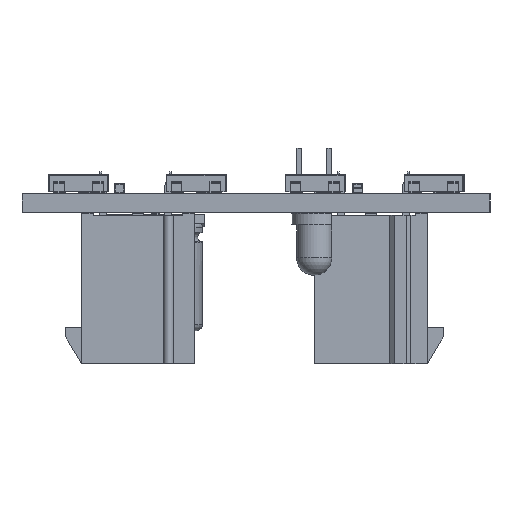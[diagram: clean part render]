
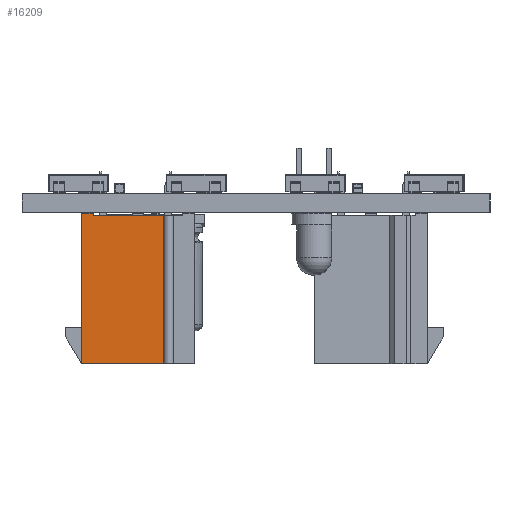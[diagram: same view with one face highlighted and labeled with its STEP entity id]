
A CAD part, left-side view. The second image highlights one B-rep face of the part: STEP entity #16209.
In plain terms, the highlighted face is planar.
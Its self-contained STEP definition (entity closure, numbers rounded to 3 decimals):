
#13526 = PLANE('',#13527);
#13527 = AXIS2_PLACEMENT_3D('',#13528,#13529,#13530);
#13528 = CARTESIAN_POINT('',(-4.8,0.,-4.8));
#13529 = DIRECTION('',(0.,0.,-1.));
#13530 = DIRECTION('',(0.,-1.,0.));
#13622 = PLANE('',#13623);
#13623 = AXIS2_PLACEMENT_3D('',#13624,#13625,#13626);
#13624 = CARTESIAN_POINT('',(-4.8,12.8,-4.8));
#13625 = DIRECTION('',(0.,1.,0.));
#13626 = DIRECTION('',(1.,0.,-0.));
#13719 = VERTEX_POINT('',#13720);
#13720 = CARTESIAN_POINT('',(4.8,12.8,-4.8));
#13741 = EDGE_CURVE('',#13742,#13719,#13744,.T.);
#13742 = VERTEX_POINT('',#13743);
#13743 = CARTESIAN_POINT('',(4.8,0.,-4.8));
#13744 = SURFACE_CURVE('',#13745,(#13749,#13756),.PCURVE_S1.);
#13745 = LINE('',#13746,#13747);
#13746 = CARTESIAN_POINT('',(4.8,0.,-4.8));
#13747 = VECTOR('',#13748,1.);
#13748 = DIRECTION('',(0.,1.,0.));
#13749 = PCURVE('',#13526,#13750);
#13750 = DEFINITIONAL_REPRESENTATION('',(#13751),#13755);
#13751 = LINE('',#13752,#13753);
#13752 = CARTESIAN_POINT('',(0.,-9.6));
#13753 = VECTOR('',#13754,1.);
#13754 = DIRECTION('',(-1.,-0.));
#13755 = ( GEOMETRIC_REPRESENTATION_CONTEXT(2) 
PARAMETRIC_REPRESENTATION_CONTEXT() REPRESENTATION_CONTEXT('2D SPACE',''
  ) );
#13756 = PCURVE('',#13757,#13762);
#13757 = PLANE('',#13758);
#13758 = AXIS2_PLACEMENT_3D('',#13759,#13760,#13761);
#13759 = CARTESIAN_POINT('',(4.8,0.,0.));
#13760 = DIRECTION('',(1.,0.,0.));
#13761 = DIRECTION('',(0.,1.,-0.));
#13762 = DEFINITIONAL_REPRESENTATION('',(#13763),#13767);
#13763 = LINE('',#13764,#13765);
#13764 = CARTESIAN_POINT('',(0.,-4.8));
#13765 = VECTOR('',#13766,1.);
#13766 = DIRECTION('',(1.,0.));
#13767 = ( GEOMETRIC_REPRESENTATION_CONTEXT(2) 
PARAMETRIC_REPRESENTATION_CONTEXT() REPRESENTATION_CONTEXT('2D SPACE',''
  ) );
#13785 = PLANE('',#13786);
#13786 = AXIS2_PLACEMENT_3D('',#13787,#13788,#13789);
#13787 = CARTESIAN_POINT('',(-4.8,0.,4.8));
#13788 = DIRECTION('',(0.,-1.,0.));
#13789 = DIRECTION('',(0.,0.,-1.));
#14005 = PLANE('',#14006);
#14006 = AXIS2_PLACEMENT_3D('',#14007,#14008,#14009);
#14007 = CARTESIAN_POINT('',(0.8,0.,-3.8));
#14008 = DIRECTION('',(0.,0.,-1.));
#14009 = DIRECTION('',(0.,-1.,0.));
#15768 = PLANE('',#15769);
#15769 = AXIS2_PLACEMENT_3D('',#15770,#15771,#15772);
#15770 = CARTESIAN_POINT('',(-4.8,0.2,0.));
#15771 = DIRECTION('',(0.,-1.,0.));
#15772 = DIRECTION('',(0.,0.,-1.));
#16209 = ADVANCED_FACE('',(#16210),#13757,.T.);
#16210 = FACE_BOUND('',#16211,.T.);
#16211 = EDGE_LOOP('',(#16212,#16237,#16260,#16281,#16282,#16305));
#16212 = ORIENTED_EDGE('',*,*,#16213,.F.);
#16213 = EDGE_CURVE('',#16214,#16216,#16218,.T.);
#16214 = VERTEX_POINT('',#16215);
#16215 = CARTESIAN_POINT('',(4.8,0.2,-3.8));
#16216 = VERTEX_POINT('',#16217);
#16217 = CARTESIAN_POINT('',(4.8,0.2,2.2));
#16218 = SURFACE_CURVE('',#16219,(#16223,#16230),.PCURVE_S1.);
#16219 = LINE('',#16220,#16221);
#16220 = CARTESIAN_POINT('',(4.8,0.2,-3.8)
  );
#16221 = VECTOR('',#16222,1.);
#16222 = DIRECTION('',(0.,0.,1.));
#16223 = PCURVE('',#13757,#16224);
#16224 = DEFINITIONAL_REPRESENTATION('',(#16225),#16229);
#16225 = LINE('',#16226,#16227);
#16226 = CARTESIAN_POINT('',(0.2,-3.8));
#16227 = VECTOR('',#16228,1.);
#16228 = DIRECTION('',(0.,1.));
#16229 = ( GEOMETRIC_REPRESENTATION_CONTEXT(2) 
PARAMETRIC_REPRESENTATION_CONTEXT() REPRESENTATION_CONTEXT('2D SPACE',''
  ) );
#16230 = PCURVE('',#15768,#16231);
#16231 = DEFINITIONAL_REPRESENTATION('',(#16232),#16236);
#16232 = LINE('',#16233,#16234);
#16233 = CARTESIAN_POINT('',(3.8,9.6));
#16234 = VECTOR('',#16235,1.);
#16235 = DIRECTION('',(-1.,0.));
#16236 = ( GEOMETRIC_REPRESENTATION_CONTEXT(2) 
PARAMETRIC_REPRESENTATION_CONTEXT() REPRESENTATION_CONTEXT('2D SPACE',''
  ) );
#16237 = ORIENTED_EDGE('',*,*,#16238,.F.);
#16238 = EDGE_CURVE('',#16239,#16214,#16241,.T.);
#16239 = VERTEX_POINT('',#16240);
#16240 = CARTESIAN_POINT('',(4.8,0.,-3.8));
#16241 = SURFACE_CURVE('',#16242,(#16246,#16253),.PCURVE_S1.);
#16242 = LINE('',#16243,#16244);
#16243 = CARTESIAN_POINT('',(4.8,0.,-3.8));
#16244 = VECTOR('',#16245,1.);
#16245 = DIRECTION('',(0.,1.,0.));
#16246 = PCURVE('',#13757,#16247);
#16247 = DEFINITIONAL_REPRESENTATION('',(#16248),#16252);
#16248 = LINE('',#16249,#16250);
#16249 = CARTESIAN_POINT('',(0.,-3.8));
#16250 = VECTOR('',#16251,1.);
#16251 = DIRECTION('',(1.,0.));
#16252 = ( GEOMETRIC_REPRESENTATION_CONTEXT(2) 
PARAMETRIC_REPRESENTATION_CONTEXT() REPRESENTATION_CONTEXT('2D SPACE',''
  ) );
#16253 = PCURVE('',#14005,#16254);
#16254 = DEFINITIONAL_REPRESENTATION('',(#16255),#16259);
#16255 = LINE('',#16256,#16257);
#16256 = CARTESIAN_POINT('',(0.,-4.));
#16257 = VECTOR('',#16258,1.);
#16258 = DIRECTION('',(-1.,-0.));
#16259 = ( GEOMETRIC_REPRESENTATION_CONTEXT(2) 
PARAMETRIC_REPRESENTATION_CONTEXT() REPRESENTATION_CONTEXT('2D SPACE',''
  ) );
#16260 = ORIENTED_EDGE('',*,*,#16261,.T.);
#16261 = EDGE_CURVE('',#16239,#13742,#16262,.T.);
#16262 = SURFACE_CURVE('',#16263,(#16267,#16274),.PCURVE_S1.);
#16263 = LINE('',#16264,#16265);
#16264 = CARTESIAN_POINT('',(4.8,0.,-3.8));
#16265 = VECTOR('',#16266,1.);
#16266 = DIRECTION('',(0.,0.,-1.));
#16267 = PCURVE('',#13757,#16268);
#16268 = DEFINITIONAL_REPRESENTATION('',(#16269),#16273);
#16269 = LINE('',#16270,#16271);
#16270 = CARTESIAN_POINT('',(0.,-3.8));
#16271 = VECTOR('',#16272,1.);
#16272 = DIRECTION('',(0.,-1.));
#16273 = ( GEOMETRIC_REPRESENTATION_CONTEXT(2) 
PARAMETRIC_REPRESENTATION_CONTEXT() REPRESENTATION_CONTEXT('2D SPACE',''
  ) );
#16274 = PCURVE('',#13785,#16275);
#16275 = DEFINITIONAL_REPRESENTATION('',(#16276),#16280);
#16276 = LINE('',#16277,#16278);
#16277 = CARTESIAN_POINT('',(8.6,9.6));
#16278 = VECTOR('',#16279,1.);
#16279 = DIRECTION('',(1.,0.));
#16280 = ( GEOMETRIC_REPRESENTATION_CONTEXT(2) 
PARAMETRIC_REPRESENTATION_CONTEXT() REPRESENTATION_CONTEXT('2D SPACE',''
  ) );
#16281 = ORIENTED_EDGE('',*,*,#13741,.T.);
#16282 = ORIENTED_EDGE('',*,*,#16283,.T.);
#16283 = EDGE_CURVE('',#13719,#16284,#16286,.T.);
#16284 = VERTEX_POINT('',#16285);
#16285 = CARTESIAN_POINT('',(4.8,12.8,2.2));
#16286 = SURFACE_CURVE('',#16287,(#16291,#16298),.PCURVE_S1.);
#16287 = LINE('',#16288,#16289);
#16288 = CARTESIAN_POINT('',(4.8,12.8,-4.8
    ));
#16289 = VECTOR('',#16290,1.);
#16290 = DIRECTION('',(0.,0.,1.));
#16291 = PCURVE('',#13757,#16292);
#16292 = DEFINITIONAL_REPRESENTATION('',(#16293),#16297);
#16293 = LINE('',#16294,#16295);
#16294 = CARTESIAN_POINT('',(12.8,-4.8));
#16295 = VECTOR('',#16296,1.);
#16296 = DIRECTION('',(0.,1.));
#16297 = ( GEOMETRIC_REPRESENTATION_CONTEXT(2) 
PARAMETRIC_REPRESENTATION_CONTEXT() REPRESENTATION_CONTEXT('2D SPACE',''
  ) );
#16298 = PCURVE('',#13622,#16299);
#16299 = DEFINITIONAL_REPRESENTATION('',(#16300),#16304);
#16300 = LINE('',#16301,#16302);
#16301 = CARTESIAN_POINT('',(9.6,0.));
#16302 = VECTOR('',#16303,1.);
#16303 = DIRECTION('',(0.,-1.));
#16304 = ( GEOMETRIC_REPRESENTATION_CONTEXT(2) 
PARAMETRIC_REPRESENTATION_CONTEXT() REPRESENTATION_CONTEXT('2D SPACE',''
  ) );
#16305 = ORIENTED_EDGE('',*,*,#16306,.T.);
#16306 = EDGE_CURVE('',#16284,#16216,#16307,.T.);
#16307 = SURFACE_CURVE('',#16308,(#16312,#16319),.PCURVE_S1.);
#16308 = LINE('',#16309,#16310);
#16309 = CARTESIAN_POINT('',(4.8,12.8,2.2)
  );
#16310 = VECTOR('',#16311,1.);
#16311 = DIRECTION('',(0.,-1.,0.));
#16312 = PCURVE('',#13757,#16313);
#16313 = DEFINITIONAL_REPRESENTATION('',(#16314),#16318);
#16314 = LINE('',#16315,#16316);
#16315 = CARTESIAN_POINT('',(12.8,2.2));
#16316 = VECTOR('',#16317,1.);
#16317 = DIRECTION('',(-1.,0.));
#16318 = ( GEOMETRIC_REPRESENTATION_CONTEXT(2) 
PARAMETRIC_REPRESENTATION_CONTEXT() REPRESENTATION_CONTEXT('2D SPACE',''
  ) );
#16319 = PCURVE('',#16320,#16325);
#16320 = CYLINDRICAL_SURFACE('',#16321,0.4);
#16321 = AXIS2_PLACEMENT_3D('',#16322,#16323,#16324);
#16322 = CARTESIAN_POINT('',(4.8,12.8,2.6));
#16323 = DIRECTION('',(-0.,1.,-0.));
#16324 = DIRECTION('',(1.,0.,0.));
#16325 = DEFINITIONAL_REPRESENTATION('',(#16326),#16330);
#16326 = LINE('',#16327,#16328);
#16327 = CARTESIAN_POINT('',(7.854,0.));
#16328 = VECTOR('',#16329,1.);
#16329 = DIRECTION('',(0.,-1.));
#16330 = ( GEOMETRIC_REPRESENTATION_CONTEXT(2) 
PARAMETRIC_REPRESENTATION_CONTEXT() REPRESENTATION_CONTEXT('2D SPACE',''
  ) );
